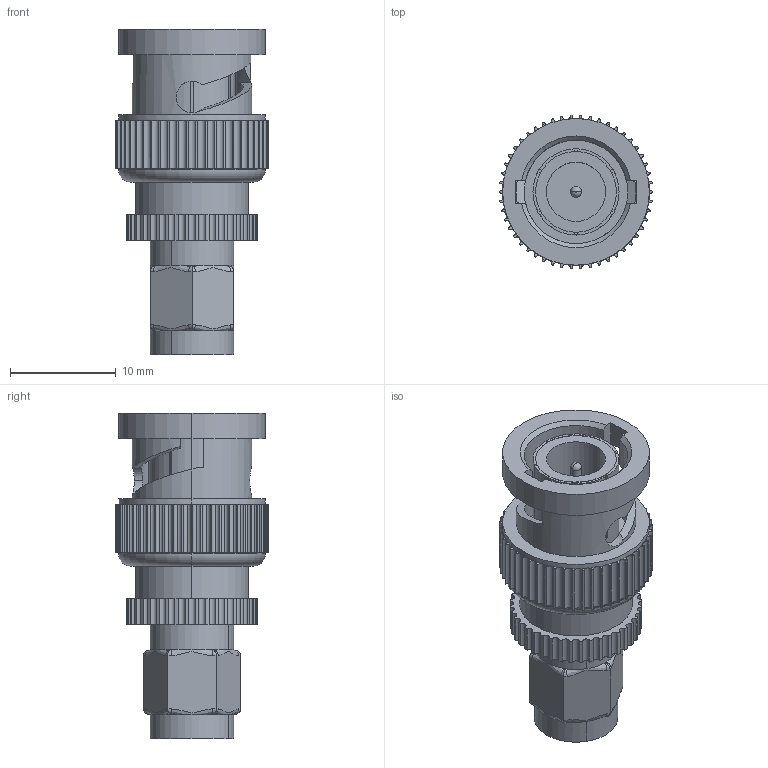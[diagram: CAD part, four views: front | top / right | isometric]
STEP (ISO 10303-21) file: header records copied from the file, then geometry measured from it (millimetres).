
FILE_DESCRIPTION (( 'STEP AP214' ), '1' );
FILE_NAME ('BA28_3D.step', '2025-05-30T17:01:13', ( '' ), ( '' ), 'SwSTEP 2.0', 'SolidWorks 2022', '' );
FILE_SCHEMA (( 'AUTOMOTIVE_DESIGN' ));
Length unit declared in the file: inch
Products named in the file (3): BA28-MA2; BA28-MA1; BA28_3D
Assembly tree (2 placements, depth 2):
  BA28_3D
    BA28-MA1
    BA28-MA2
Bounding box: 14.48 x 14.46 x 30.73 mm (x, y, z)
Volume: 2355.1 mm3; surface area: 2622.8 mm2
Topology: 2 solids, 2 shells, 591 faces, 1481 edges, 902 vertices
Faces by surface type: cylinder 298, plane 273, bspline 12, torus 6, cone 2
Entity records: 22809 total; most frequent: CARTESIAN_POINT 4053, DIRECTION 3609, ORIENTED_EDGE 2962, AXIS2_PLACEMENT_3D 1598, EDGE_CURVE 1481, CIRCLE 1014, VERTEX_POINT 902, EDGE_LOOP 603
